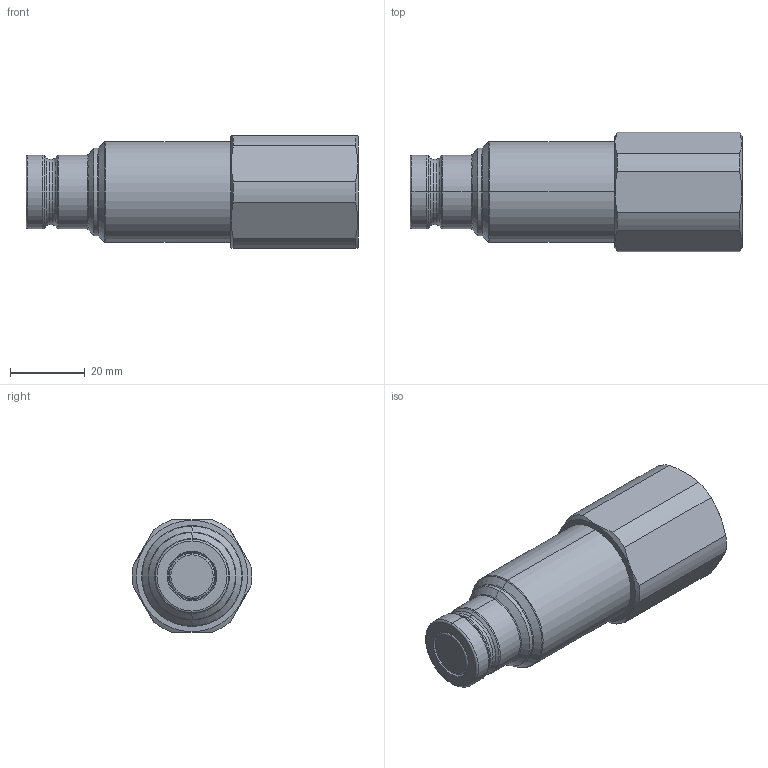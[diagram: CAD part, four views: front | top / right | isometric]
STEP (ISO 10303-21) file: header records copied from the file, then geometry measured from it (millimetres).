
FILE_DESCRIPTION (( 'STEP AP214' ), '1' );
FILE_NAME ('FEC-372-8FB.STEP', '2015-08-27T11:10:26', ( 'admin' ), ( 'Microsoft' ), 'SwSTEP 2.0', 'SolidWorks 2009', '' );
FILE_SCHEMA (( 'AUTOMOTIVE_DESIGN' ));
Length unit declared in the file: millimetre
Products named in the file (1): FEC-372-8FB
Bounding box: 88.8 x 31.95 x 30 mm (x, y, z)
Volume: 47196.7 mm3; surface area: 10117.6 mm2
Topology: 1 solids, 1 shells, 78 faces, 168 edges, 98 vertices
Faces by surface type: cylinder 24, cone 20, torus 20, plane 14
Entity records: 2205 total; most frequent: CARTESIAN_POINT 441, DIRECTION 412, ORIENTED_EDGE 336, AXIS2_PLACEMENT_3D 181, EDGE_CURVE 168, CIRCLE 102, VERTEX_POINT 98, EDGE_LOOP 84
